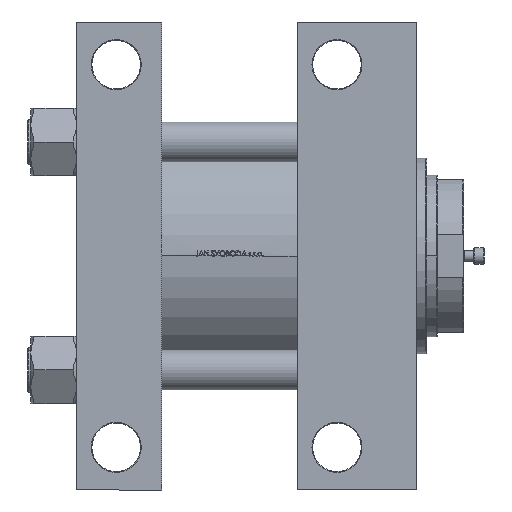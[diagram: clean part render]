
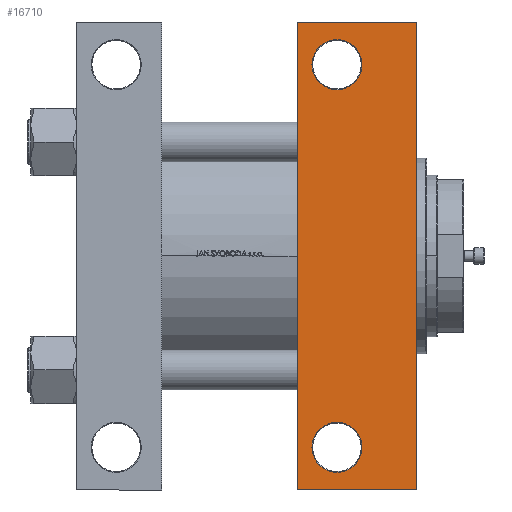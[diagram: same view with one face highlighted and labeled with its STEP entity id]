
A CAD part, front view. The second image highlights one B-rep face of the part: STEP entity #16710.
In plain terms, the highlighted face is planar.
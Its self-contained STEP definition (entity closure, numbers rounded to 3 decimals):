
#280 = CARTESIAN_POINT ( 'NONE',  ( 194., -130., -102.5 ) ) ;
#345 = DIRECTION ( 'NONE',  ( 0., 1., 0. ) ) ;
#1193 = ORIENTED_EDGE ( 'NONE', *, *, #7983, .T. ) ;
#1522 = EDGE_CURVE ( 'NONE', #9206, #28042, #20386, .T. ) ;
#2368 = EDGE_CURVE ( 'NONE', #13289, #13150, #2717, .T. ) ;
#2717 = CIRCLE ( 'NONE', #18379, 17. ) ;
#3129 = CARTESIAN_POINT ( 'NONE',  ( 150., -159., -102.5 ) ) ;
#3135 = VECTOR ( 'NONE', #34418, 1000. ) ;
#3526 = DIRECTION ( 'NONE',  ( 0., 1., 0. ) ) ;
#3695 = VECTOR ( 'NONE', #41088, 1000. ) ;
#4014 = CARTESIAN_POINT ( 'NONE',  ( 150., 102.5, -102.5 ) ) ;
#4404 = EDGE_CURVE ( 'NONE', #13150, #13289, #41160, .T. ) ;
#5928 = DIRECTION ( 'NONE',  ( 1., 0., 0. ) ) ;
#7623 = AXIS2_PLACEMENT_3D ( 'NONE', #34123, #23563, #34604 ) ;
#7919 = FACE_BOUND ( 'NONE', #41828, .T. ) ;
#7983 = EDGE_CURVE ( 'NONE', #29417, #26756, #41574, .T. ) ;
#7991 = CARTESIAN_POINT ( 'NONE',  ( 150., -159., -102.5 ) ) ;
#8166 = PLANE ( 'NONE',  #30895 ) ;
#8953 = VECTOR ( 'NONE', #5928, 1000. ) ;
#9206 = VERTEX_POINT ( 'NONE', #30770 ) ;
#10411 = ORIENTED_EDGE ( 'NONE', *, *, #4404, .T. ) ;
#10609 = DIRECTION ( 'NONE',  ( 0., 0., 1. ) ) ;
#10941 = EDGE_LOOP ( 'NONE', ( #40432, #15549, #11734, #1193 ) ) ;
#11638 = CARTESIAN_POINT ( 'NONE',  ( 231., 159., -102.5 ) ) ;
#11734 = ORIENTED_EDGE ( 'NONE', *, *, #44431, .T. ) ;
#12220 = ORIENTED_EDGE ( 'NONE', *, *, #29512, .T. ) ;
#13150 = VERTEX_POINT ( 'NONE', #35783 ) ;
#13289 = VERTEX_POINT ( 'NONE', #16421 ) ;
#14749 = CARTESIAN_POINT ( 'NONE',  ( 177., 130., -102.5 ) ) ;
#15042 = CARTESIAN_POINT ( 'NONE',  ( 231., 102.5, -102.5 ) ) ;
#15549 = ORIENTED_EDGE ( 'NONE', *, *, #1522, .T. ) ;
#15661 = ORIENTED_EDGE ( 'NONE', *, *, #24707, .T. ) ;
#16421 = CARTESIAN_POINT ( 'NONE',  ( 194., 130., -102.5 ) ) ;
#16710 = ADVANCED_FACE ( 'NONE', ( #7919, #41745, #22141 ), #8166, .T. ) ;
#17811 = CIRCLE ( 'NONE', #7623, 17. ) ;
#18379 = AXIS2_PLACEMENT_3D ( 'NONE', #40999, #10609, #43067 ) ;
#19453 = EDGE_LOOP ( 'NONE', ( #15661, #12220 ) ) ;
#20038 = AXIS2_PLACEMENT_3D ( 'NONE', #14749, #26031, #33145 ) ;
#20386 = LINE ( 'NONE', #35834, #8953 ) ;
#21435 = CARTESIAN_POINT ( 'NONE',  ( 231., -159., -102.5 ) ) ;
#21978 = LINE ( 'NONE', #33270, #48004 ) ;
#22141 = FACE_OUTER_BOUND ( 'NONE', #10941, .T. ) ;
#22220 = CARTESIAN_POINT ( 'NONE',  ( 160., -130., -102.5 ) ) ;
#22394 = DIRECTION ( 'NONE',  ( 0., 0., -1. ) ) ;
#22633 = LINE ( 'NONE', #4014, #3135 ) ;
#23563 = DIRECTION ( 'NONE',  ( 0., 0., 1. ) ) ;
#24707 = EDGE_CURVE ( 'NONE', #45211, #28939, #17811, .T. ) ;
#25417 = DIRECTION ( 'NONE',  ( 0., -1., 0. ) ) ;
#26031 = DIRECTION ( 'NONE',  ( 0., 0., 1. ) ) ;
#26756 = VERTEX_POINT ( 'NONE', #3129 ) ;
#28042 = VERTEX_POINT ( 'NONE', #11638 ) ;
#28939 = VERTEX_POINT ( 'NONE', #280 ) ;
#28956 = CIRCLE ( 'NONE', #43702, 17. ) ;
#29417 = VERTEX_POINT ( 'NONE', #21435 ) ;
#29512 = EDGE_CURVE ( 'NONE', #28939, #45211, #28956, .T. ) ;
#30770 = CARTESIAN_POINT ( 'NONE',  ( 150., 159., -102.5 ) ) ;
#30895 = AXIS2_PLACEMENT_3D ( 'NONE', #15042, #22394, #3526 ) ;
#33145 = DIRECTION ( 'NONE',  ( 0., 1., 0. ) ) ;
#33270 = CARTESIAN_POINT ( 'NONE',  ( 231., 102.5, -102.5 ) ) ;
#33932 = CARTESIAN_POINT ( 'NONE',  ( 177., -130., -102.5 ) ) ;
#34017 = ORIENTED_EDGE ( 'NONE', *, *, #2368, .T. ) ;
#34123 = CARTESIAN_POINT ( 'NONE',  ( 177., -130., -102.5 ) ) ;
#34295 = EDGE_CURVE ( 'NONE', #9206, #26756, #22633, .T. ) ;
#34418 = DIRECTION ( 'NONE',  ( 0., -1., 0. ) ) ;
#34604 = DIRECTION ( 'NONE',  ( 0., 1., 0. ) ) ;
#35783 = CARTESIAN_POINT ( 'NONE',  ( 160., 130., -102.5 ) ) ;
#35834 = CARTESIAN_POINT ( 'NONE',  ( 150., 159., -102.5 ) ) ;
#40432 = ORIENTED_EDGE ( 'NONE', *, *, #34295, .F. ) ;
#40999 = CARTESIAN_POINT ( 'NONE',  ( 177., 130., -102.5 ) ) ;
#41088 = DIRECTION ( 'NONE',  ( -1., 0., 0. ) ) ;
#41160 = CIRCLE ( 'NONE', #20038, 17. ) ;
#41574 = LINE ( 'NONE', #7991, #3695 ) ;
#41745 = FACE_BOUND ( 'NONE', #19453, .T. ) ;
#41828 = EDGE_LOOP ( 'NONE', ( #10411, #34017 ) ) ;
#43067 = DIRECTION ( 'NONE',  ( 0., 1., 0. ) ) ;
#43702 = AXIS2_PLACEMENT_3D ( 'NONE', #33932, #45444, #345 ) ;
#44431 = EDGE_CURVE ( 'NONE', #28042, #29417, #21978, .T. ) ;
#45211 = VERTEX_POINT ( 'NONE', #22220 ) ;
#45444 = DIRECTION ( 'NONE',  ( 0., 0., 1. ) ) ;
#48004 = VECTOR ( 'NONE', #25417, 1000. ) ;
